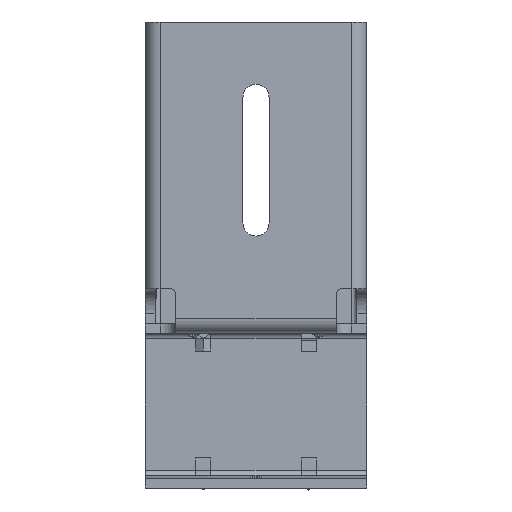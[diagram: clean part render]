
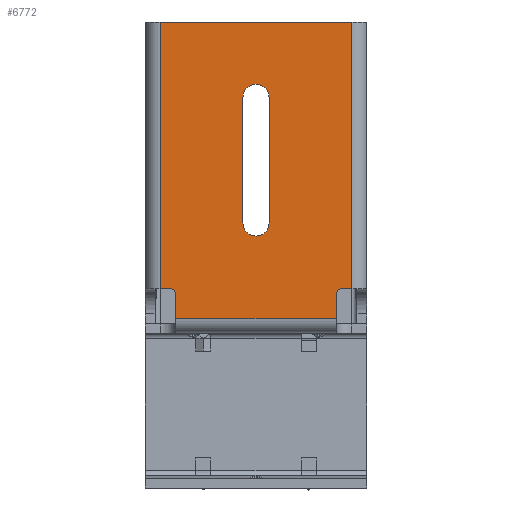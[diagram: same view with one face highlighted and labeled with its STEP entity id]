
A CAD part, front view. The second image highlights one B-rep face of the part: STEP entity #6772.
In plain terms, the highlighted planar face has unit normal (0, -1, 0).
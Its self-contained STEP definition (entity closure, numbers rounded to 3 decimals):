
#214=FACE_BOUND('',#1437,.T.);
#372=CIRCLE('',#7151,2.6);
#459=CIRCLE('',#7369,1.);
#461=CIRCLE('',#7375,1.);
#464=CIRCLE('',#7380,2.6);
#981=FACE_OUTER_BOUND('',#1436,.T.);
#1436=EDGE_LOOP('',(#5411,#5412,#5413,#5414,#5415,#5416,#5417,#5418,#5419,
#5420));
#1437=EDGE_LOOP('',(#5421,#5422,#5423,#5424));
#2005=LINE('',#11365,#2575);
#2011=LINE('',#11377,#2581);
#2014=LINE('',#11385,#2584);
#2019=LINE('',#11398,#2589);
#2022=LINE('',#11407,#2592);
#2028=LINE('',#11418,#2598);
#2030=LINE('',#11422,#2600);
#2031=LINE('',#11423,#2601);
#2032=LINE('',#11424,#2602);
#2033=LINE('',#11425,#2603);
#2575=VECTOR('',#8790,2.1);
#2581=VECTOR('',#8798,38.2);
#2584=VECTOR('',#8803,2.1);
#2589=VECTOR('',#8816,25.);
#2592=VECTOR('',#8827,25.);
#2598=VECTOR('',#8837,5.);
#2600=VECTOR('',#8841,32.);
#2601=VECTOR('',#8842,5.);
#2602=VECTOR('',#8843,53.1);
#2603=VECTOR('',#8844,53.1);
#2931=VERTEX_POINT('',#9985);
#2932=VERTEX_POINT('',#9987);
#3141=VERTEX_POINT('',#11355);
#3142=VERTEX_POINT('',#11356);
#3145=VERTEX_POINT('',#11364);
#3148=VERTEX_POINT('',#11371);
#3150=VERTEX_POINT('',#11375);
#3153=VERTEX_POINT('',#11382);
#3154=VERTEX_POINT('',#11384);
#3155=VERTEX_POINT('',#11388);
#3158=VERTEX_POINT('',#11396);
#3160=VERTEX_POINT('',#11402);
#3163=VERTEX_POINT('',#11417);
#3164=VERTEX_POINT('',#11421);
#3569=EDGE_CURVE('',#2931,#2932,#372,.T.);
#3925=EDGE_CURVE('',#3141,#3142,#459,.T.);
#3929=EDGE_CURVE('',#3142,#3145,#2005,.T.);
#3935=EDGE_CURVE('',#3148,#3150,#2011,.T.);
#3938=EDGE_CURVE('',#3154,#3153,#2014,.T.);
#3940=EDGE_CURVE('',#3153,#3155,#461,.T.);
#3945=EDGE_CURVE('',#3158,#2931,#2019,.T.);
#3948=EDGE_CURVE('',#3160,#3158,#464,.T.);
#3950=EDGE_CURVE('',#2932,#3160,#2022,.T.);
#3956=EDGE_CURVE('',#3155,#3163,#2028,.T.);
#3958=EDGE_CURVE('',#3163,#3164,#2030,.T.);
#3959=EDGE_CURVE('',#3164,#3141,#2031,.T.);
#3960=EDGE_CURVE('',#3145,#3148,#2032,.T.);
#3961=EDGE_CURVE('',#3150,#3154,#2033,.T.);
#5411=ORIENTED_EDGE('',*,*,#3938,.T.);
#5412=ORIENTED_EDGE('',*,*,#3940,.T.);
#5413=ORIENTED_EDGE('',*,*,#3956,.T.);
#5414=ORIENTED_EDGE('',*,*,#3958,.T.);
#5415=ORIENTED_EDGE('',*,*,#3959,.T.);
#5416=ORIENTED_EDGE('',*,*,#3925,.T.);
#5417=ORIENTED_EDGE('',*,*,#3929,.T.);
#5418=ORIENTED_EDGE('',*,*,#3960,.T.);
#5419=ORIENTED_EDGE('',*,*,#3935,.T.);
#5420=ORIENTED_EDGE('',*,*,#3961,.T.);
#5421=ORIENTED_EDGE('',*,*,#3950,.F.);
#5422=ORIENTED_EDGE('',*,*,#3569,.F.);
#5423=ORIENTED_EDGE('',*,*,#3945,.F.);
#5424=ORIENTED_EDGE('',*,*,#3948,.F.);
#6457=PLANE('',#7384);
#6772=ADVANCED_FACE('',(#981,#214),#6457,.F.);
#7151=AXIS2_PLACEMENT_3D('',#9988,#8109,#8110);
#7369=AXIS2_PLACEMENT_3D('',#11357,#8782,#8783);
#7375=AXIS2_PLACEMENT_3D('',#11389,#8807,#8808);
#7380=AXIS2_PLACEMENT_3D('',#11404,#8822,#8823);
#7384=AXIS2_PLACEMENT_3D('',#11420,#8839,#8840);
#8109=DIRECTION('center_axis',(0.,-1.,0.));
#8110=DIRECTION('ref_axis',(0.,0.,-1.));
#8782=DIRECTION('center_axis',(0.,1.,0.));
#8783=DIRECTION('ref_axis',(0.,0.,1.));
#8790=DIRECTION('',(1.,0.,0.));
#8798=DIRECTION('',(-1.,0.,0.));
#8803=DIRECTION('',(1.,0.,0.));
#8807=DIRECTION('center_axis',(0.,1.,0.));
#8808=DIRECTION('ref_axis',(0.,0.,1.));
#8816=DIRECTION('',(0.,0.,-1.));
#8822=DIRECTION('center_axis',(0.,-1.,0.));
#8823=DIRECTION('ref_axis',(0.,0.,-1.));
#8827=DIRECTION('',(0.,0.,1.));
#8837=DIRECTION('',(0.,0.,-1.));
#8839=DIRECTION('center_axis',(0.,1.,0.));
#8840=DIRECTION('ref_axis',(0.,0.,1.));
#8841=DIRECTION('',(1.,0.,0.));
#8842=DIRECTION('',(0.,0.,1.));
#8843=DIRECTION('',(0.,0.,1.));
#8844=DIRECTION('',(0.,0.,-1.));
#9985=CARTESIAN_POINT('',(-2.6,-1.9,-40.));
#9987=CARTESIAN_POINT('',(2.6,-1.9,-40.));
#9988=CARTESIAN_POINT('Origin',(0.,-1.9,-40.));
#11355=CARTESIAN_POINT('',(16.,-1.9,-54.1));
#11356=CARTESIAN_POINT('',(17.,-1.9,-53.1));
#11357=CARTESIAN_POINT('Origin',(17.,-1.9,-54.1));
#11364=CARTESIAN_POINT('',(19.1,-1.9,-53.1));
#11365=CARTESIAN_POINT('',(22.,-1.9,-53.1));
#11371=CARTESIAN_POINT('',(19.1,-1.9,0.));
#11375=CARTESIAN_POINT('',(-19.1,-1.9,0.));
#11377=CARTESIAN_POINT('',(22.,-1.9,0.));
#11382=CARTESIAN_POINT('',(-17.,-1.9,-53.1));
#11384=CARTESIAN_POINT('',(-19.1,-1.9,-53.1));
#11385=CARTESIAN_POINT('',(22.,-1.9,-53.1));
#11388=CARTESIAN_POINT('',(-16.,-1.9,-54.1));
#11389=CARTESIAN_POINT('Origin',(-17.,-1.9,-54.1));
#11396=CARTESIAN_POINT('',(-2.6,-1.9,-15.));
#11398=CARTESIAN_POINT('',(-2.6,-1.9,-40.));
#11402=CARTESIAN_POINT('',(2.6,-1.9,-15.));
#11404=CARTESIAN_POINT('Origin',(0.,-1.9,-15.));
#11407=CARTESIAN_POINT('',(2.6,-1.9,-40.));
#11417=CARTESIAN_POINT('',(-16.,-1.9,-59.1));
#11418=CARTESIAN_POINT('',(-16.,-1.9,0.));
#11420=CARTESIAN_POINT('Origin',(22.,-1.9,0.));
#11421=CARTESIAN_POINT('',(16.,-1.9,-59.1));
#11422=CARTESIAN_POINT('',(-16.,-1.9,-59.1));
#11423=CARTESIAN_POINT('',(16.,-1.9,0.));
#11424=CARTESIAN_POINT('',(19.1,-1.9,-59.1));
#11425=CARTESIAN_POINT('',(-19.1,-1.9,0.));
